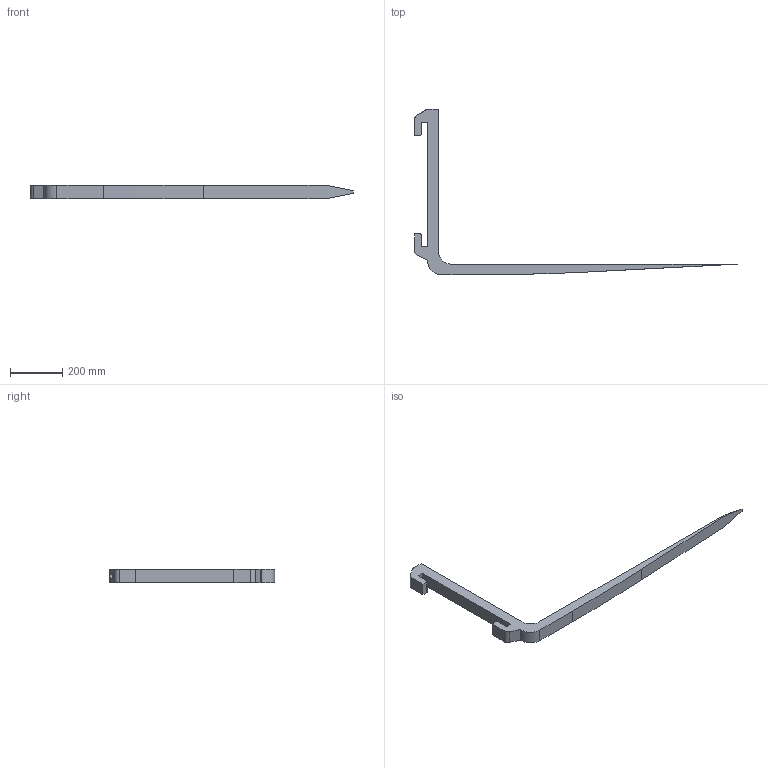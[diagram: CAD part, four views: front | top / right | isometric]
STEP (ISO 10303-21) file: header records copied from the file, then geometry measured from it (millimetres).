
FILE_DESCRIPTION(('FreeCAD Model'),'2;1');
FILE_NAME('ForkLift.step' ,'2019-10-04T17:42:24',('Author'),(''), 'Open CASCADE STEP processor 7.3','FreeCAD','Unknown');
FILE_SCHEMA(('AUTOMOTIVE_DESIGN { 1 0 10303 214 1 1 1 1 }'));
Length unit declared in the file: millimetre
Products named in the file (1): Pocket001
Bounding box: 1230 x 630 x 50 mm (x, y, z)
Volume: 3055941.7 mm3; surface area: 315485.4 mm2
Topology: 1 solids, 1 shells, 31 faces, 87 edges, 57 vertices
Faces by surface type: plane 22, cylinder 9
Full cylindrical faces by diameter (mm): 20 x1
Entity records: 2164 total; most frequent: CARTESIAN_POINT 371, DIRECTION 338, LINE 220, VECTOR 220, ORIENTED_EDGE 174, PCURVE 174, DEFINITIONAL_REPRESENTATION 174, EDGE_CURVE 87
